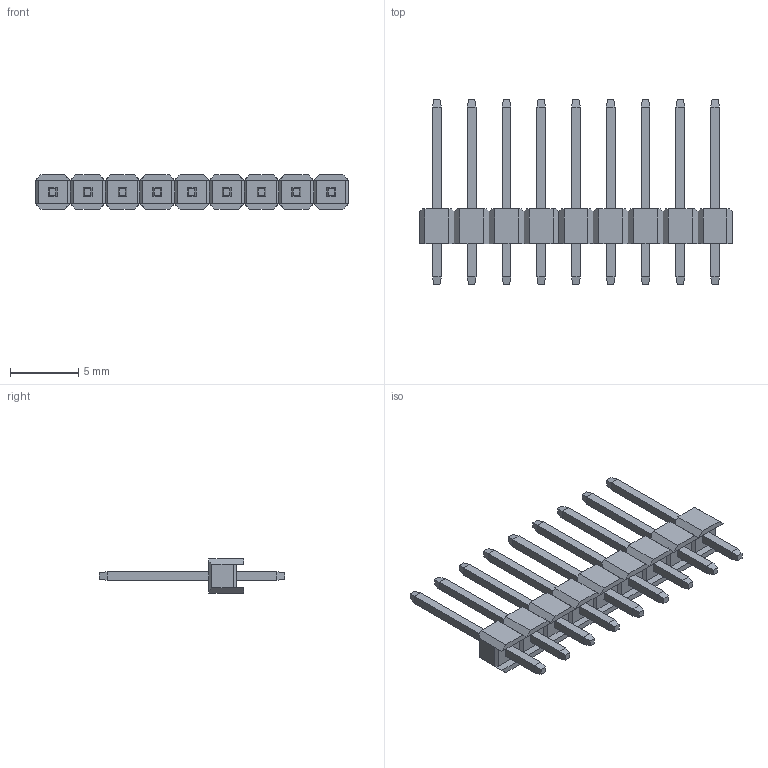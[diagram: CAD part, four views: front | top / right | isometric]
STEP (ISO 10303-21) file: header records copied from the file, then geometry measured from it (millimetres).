
FILE_DESCRIPTION (( 'STEP AP214' ), '1' );
FILE_NAME ('1x9 Male Pin Header.STEP', '2018-11-15T17:58:21', ( 'M.B.I.' ), ( '' ), 'SwSTEP 2.0', '', '' );
FILE_SCHEMA (( 'AUTOMOTIVE_DESIGN' ));
Length unit declared in the file: millimetre
Products named in the file (1): 1x9 Male Pin Header
Bounding box: 22.86 x 13.54 x 2.5 mm (x, y, z)
Volume: 157 mm3; surface area: 626 mm2
Topology: 10 solids, 10 shells, 350 faces, 896 edges, 566 vertices
Faces by surface type: plane 350
Entity records: 10399 total; most frequent: CARTESIAN_POINT 1813, ORIENTED_EDGE 1792, DIRECTION 1598, EDGE_CURVE 896, VECTOR 896, LINE 896, VERTEX_POINT 566, EDGE_LOOP 368
